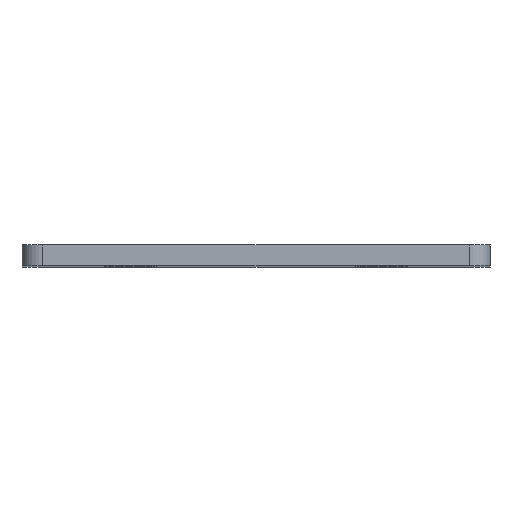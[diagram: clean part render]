
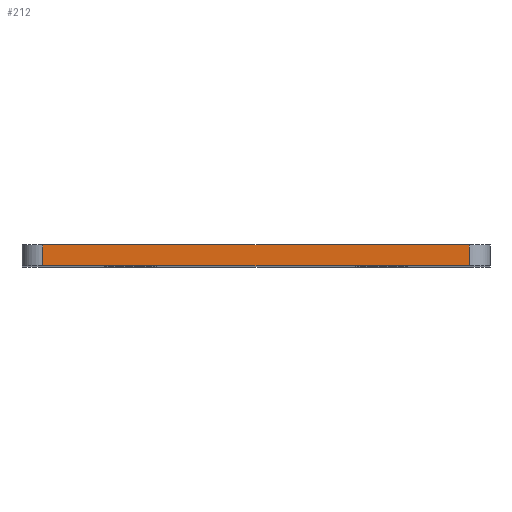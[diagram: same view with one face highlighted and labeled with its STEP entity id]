
A CAD part, top view. The second image highlights one B-rep face of the part: STEP entity #212.
In plain terms, the highlighted planar face has unit normal (0, 0, 1).
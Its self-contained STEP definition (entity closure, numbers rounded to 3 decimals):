
#3 = VECTOR ( 'NONE', #448, 1000. ) ;
#5 = LINE ( 'NONE', #243, #85 ) ;
#13 = VERTEX_POINT ( 'NONE', #528 ) ;
#45 = ORIENTED_EDGE ( 'NONE', *, *, #467, .T. ) ;
#73 = VECTOR ( 'NONE', #667, 1000. ) ;
#85 = VECTOR ( 'NONE', #668, 1000. ) ;
#109 = LINE ( 'NONE', #293, #170 ) ;
#122 = ORIENTED_EDGE ( 'NONE', *, *, #418, .T. ) ;
#142 = CARTESIAN_POINT ( 'NONE',  ( -25.5, 2.5, 73. ) ) ;
#149 = VERTEX_POINT ( 'NONE', #142 ) ;
#159 = DIRECTION ( 'NONE',  ( 0., 0., 1. ) ) ;
#170 = VECTOR ( 'NONE', #205, 1000. ) ;
#205 = DIRECTION ( 'NONE',  ( 1., 0., 0. ) ) ;
#212 = ADVANCED_FACE ( 'NONE', ( #277 ), #650, .T. ) ;
#231 = DIRECTION ( 'NONE',  ( 1., 0., 0. ) ) ;
#243 = CARTESIAN_POINT ( 'NONE',  ( -28., 0., 73. ) ) ;
#248 = ORIENTED_EDGE ( 'NONE', *, *, #527, .T. ) ;
#277 = FACE_OUTER_BOUND ( 'NONE', #531, .T. ) ;
#293 = CARTESIAN_POINT ( 'NONE',  ( -28., 2.5, 73. ) ) ;
#418 = EDGE_CURVE ( 'NONE', #13, #454, #5, .T. ) ;
#442 = CARTESIAN_POINT ( 'NONE',  ( -25.5, 0., 73. ) ) ;
#448 = DIRECTION ( 'NONE',  ( 0., -1., 0. ) ) ;
#454 = VERTEX_POINT ( 'NONE', #630 ) ;
#462 = ORIENTED_EDGE ( 'NONE', *, *, #786, .F. ) ;
#467 = EDGE_CURVE ( 'NONE', #454, #637, #635, .T. ) ;
#480 = CARTESIAN_POINT ( 'NONE',  ( 25.5, 2.5, 73. ) ) ;
#527 = EDGE_CURVE ( 'NONE', #149, #13, #743, .T. ) ;
#528 = CARTESIAN_POINT ( 'NONE',  ( -25.5, 0., 73. ) ) ;
#531 = EDGE_LOOP ( 'NONE', ( #122, #45, #462, #248 ) ) ;
#571 = CARTESIAN_POINT ( 'NONE',  ( 25.5, 0., 73. ) ) ;
#630 = CARTESIAN_POINT ( 'NONE',  ( 25.5, 0., 73. ) ) ;
#635 = LINE ( 'NONE', #571, #73 ) ;
#637 = VERTEX_POINT ( 'NONE', #480 ) ;
#650 = PLANE ( 'NONE',  #701 ) ;
#667 = DIRECTION ( 'NONE',  ( 0., 1., 0. ) ) ;
#668 = DIRECTION ( 'NONE',  ( 1., 0., 0. ) ) ;
#699 = CARTESIAN_POINT ( 'NONE',  ( -28., 0., 73. ) ) ;
#701 = AXIS2_PLACEMENT_3D ( 'NONE', #699, #159, #231 ) ;
#743 = LINE ( 'NONE', #442, #3 ) ;
#786 = EDGE_CURVE ( 'NONE', #149, #637, #109, .T. ) ;
